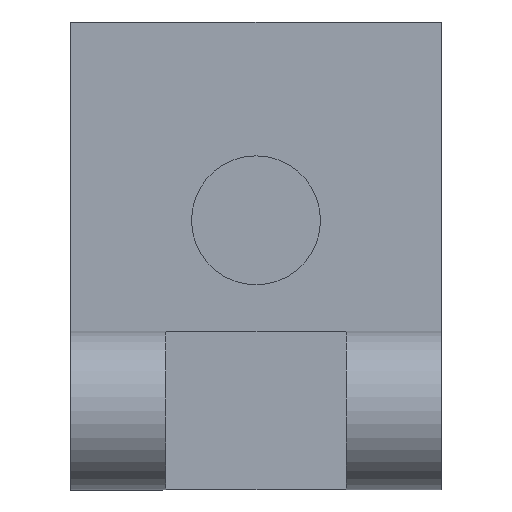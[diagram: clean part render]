
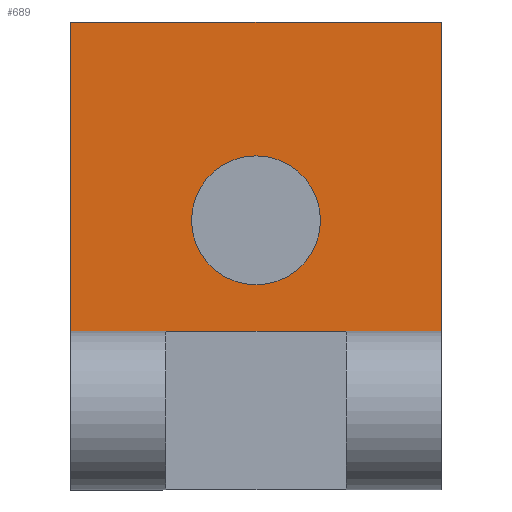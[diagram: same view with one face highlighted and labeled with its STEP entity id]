
A CAD part, left-side view. The second image highlights one B-rep face of the part: STEP entity #689.
In plain terms, the highlighted face is planar.
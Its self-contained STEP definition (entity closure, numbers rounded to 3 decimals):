
#6 = CARTESIAN_POINT ( 'NONE',  ( 23.6, 0., 4. ) ) ;
#10 = DIRECTION ( 'NONE',  ( 0., 1., 0. ) ) ;
#24 = CARTESIAN_POINT ( 'NONE',  ( 8., 4.8, 4. ) ) ;
#33 = DIRECTION ( 'NONE',  ( 0., 0., 1. ) ) ;
#54 = CARTESIAN_POINT ( 'NONE',  ( 13.6, 9.35, 4. ) ) ;
#62 = VERTEX_POINT ( 'NONE', #98 ) ;
#63 = CIRCLE ( 'NONE', #103, 3.25 ) ;
#77 = ORIENTED_EDGE ( 'NONE', *, *, #562, .T. ) ;
#80 = AXIS2_PLACEMENT_3D ( 'NONE', #804, #110, #377 ) ;
#88 = ORIENTED_EDGE ( 'NONE', *, *, #504, .T. ) ;
#89 = CARTESIAN_POINT ( 'NONE',  ( 8., 13.9, 4. ) ) ;
#93 = DIRECTION ( 'NONE',  ( 1., 0., 0. ) ) ;
#98 = CARTESIAN_POINT ( 'NONE',  ( 8., 0., 4. ) ) ;
#103 = AXIS2_PLACEMENT_3D ( 'NONE', #641, #33, #779 ) ;
#110 = DIRECTION ( 'NONE',  ( 0., 0., -1. ) ) ;
#130 = CIRCLE ( 'NONE', #548, 3.25 ) ;
#133 = CARTESIAN_POINT ( 'NONE',  ( 8., 18.7, 4. ) ) ;
#134 = VECTOR ( 'NONE', #367, 1000. ) ;
#139 = VERTEX_POINT ( 'NONE', #24 ) ;
#179 = VERTEX_POINT ( 'NONE', #805 ) ;
#211 = CARTESIAN_POINT ( 'NONE',  ( 8., 0., 4. ) ) ;
#214 = ORIENTED_EDGE ( 'NONE', *, *, #640, .F. ) ;
#216 = LINE ( 'NONE', #211, #427 ) ;
#234 = CARTESIAN_POINT ( 'NONE',  ( 23.6, 0., 4. ) ) ;
#250 = VERTEX_POINT ( 'NONE', #733 ) ;
#262 = PLANE ( 'NONE',  #80 ) ;
#281 = EDGE_LOOP ( 'NONE', ( #734, #328, #705, #88, #597, #77 ) ) ;
#296 = LINE ( 'NONE', #495, #767 ) ;
#298 = CARTESIAN_POINT ( 'NONE',  ( 23.6, 18.7, 4. ) ) ;
#323 = DIRECTION ( 'NONE',  ( 0., 0., 1. ) ) ;
#328 = ORIENTED_EDGE ( 'NONE', *, *, #400, .F. ) ;
#344 = VERTEX_POINT ( 'NONE', #133 ) ;
#367 = DIRECTION ( 'NONE',  ( -1., 0., 0. ) ) ;
#377 = DIRECTION ( 'NONE',  ( -1., 0., 0. ) ) ;
#400 = EDGE_CURVE ( 'NONE', #139, #702, #686, .T. ) ;
#408 = EDGE_CURVE ( 'NONE', #62, #139, #216, .T. ) ;
#422 = VERTEX_POINT ( 'NONE', #6 ) ;
#427 = VECTOR ( 'NONE', #10, 1000. ) ;
#429 = LINE ( 'NONE', #298, #773 ) ;
#477 = EDGE_CURVE ( 'NONE', #702, #344, #296, .T. ) ;
#484 = DIRECTION ( 'NONE',  ( 0., 1., 0. ) ) ;
#489 = EDGE_CURVE ( 'NONE', #760, #250, #63, .T. ) ;
#495 = CARTESIAN_POINT ( 'NONE',  ( 8., 0., 4. ) ) ;
#504 = EDGE_CURVE ( 'NONE', #62, #422, #841, .T. ) ;
#505 = DIRECTION ( 'NONE',  ( 0., 1., 0. ) ) ;
#518 = EDGE_CURVE ( 'NONE', #422, #179, #429, .T. ) ;
#523 = FACE_BOUND ( 'NONE', #740, .T. ) ;
#548 = AXIS2_PLACEMENT_3D ( 'NONE', #54, #323, #728 ) ;
#550 = VECTOR ( 'NONE', #93, 1000. ) ;
#562 = EDGE_CURVE ( 'NONE', #179, #344, #567, .T. ) ;
#567 = LINE ( 'NONE', #834, #134 ) ;
#597 = ORIENTED_EDGE ( 'NONE', *, *, #518, .T. ) ;
#640 = EDGE_CURVE ( 'NONE', #250, #760, #130, .T. ) ;
#641 = CARTESIAN_POINT ( 'NONE',  ( 13.6, 9.35, 4. ) ) ;
#653 = CARTESIAN_POINT ( 'NONE',  ( 8., 13.9, 4. ) ) ;
#686 = LINE ( 'NONE', #89, #712 ) ;
#689 = ADVANCED_FACE ( 'NONE', ( #867, #523 ), #262, .F. ) ;
#702 = VERTEX_POINT ( 'NONE', #653 ) ;
#705 = ORIENTED_EDGE ( 'NONE', *, *, #408, .F. ) ;
#712 = VECTOR ( 'NONE', #484, 1000. ) ;
#714 = DIRECTION ( 'NONE',  ( 0., 1., 0. ) ) ;
#728 = DIRECTION ( 'NONE',  ( 1., 0., 0. ) ) ;
#733 = CARTESIAN_POINT ( 'NONE',  ( 10.35, 9.35, 4. ) ) ;
#734 = ORIENTED_EDGE ( 'NONE', *, *, #477, .F. ) ;
#740 = EDGE_LOOP ( 'NONE', ( #785, #214 ) ) ;
#760 = VERTEX_POINT ( 'NONE', #803 ) ;
#767 = VECTOR ( 'NONE', #505, 1000. ) ;
#773 = VECTOR ( 'NONE', #714, 1000. ) ;
#779 = DIRECTION ( 'NONE',  ( 1., 0., 0. ) ) ;
#785 = ORIENTED_EDGE ( 'NONE', *, *, #489, .F. ) ;
#803 = CARTESIAN_POINT ( 'NONE',  ( 16.85, 9.35, 4. ) ) ;
#804 = CARTESIAN_POINT ( 'NONE',  ( 54.13, -449.2, 4. ) ) ;
#805 = CARTESIAN_POINT ( 'NONE',  ( 23.6, 18.7, 4. ) ) ;
#834 = CARTESIAN_POINT ( 'NONE',  ( 0., 18.7, 4. ) ) ;
#841 = LINE ( 'NONE', #234, #550 ) ;
#867 = FACE_OUTER_BOUND ( 'NONE', #281, .T. ) ;
